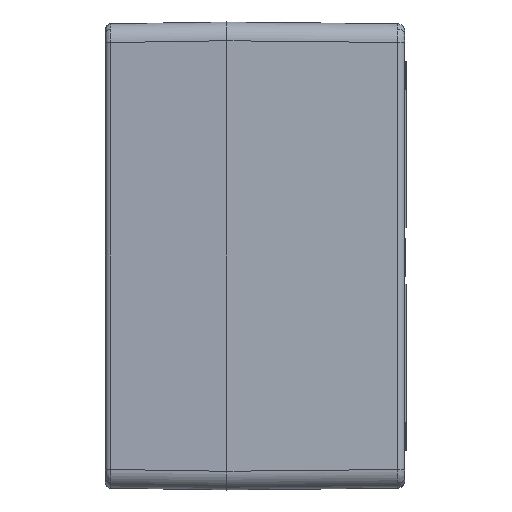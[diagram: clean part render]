
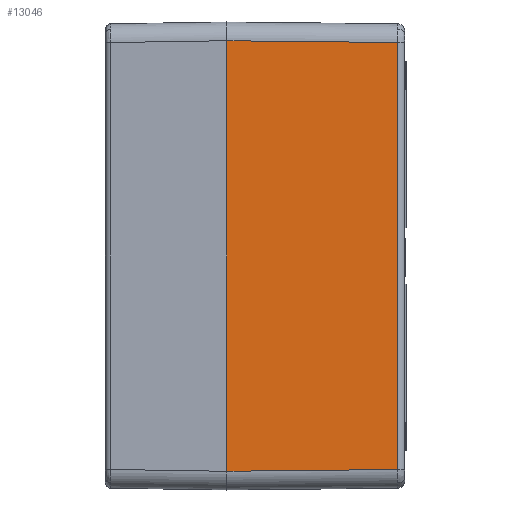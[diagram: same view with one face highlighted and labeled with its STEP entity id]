
A CAD part, left-side view. The second image highlights one B-rep face of the part: STEP entity #13046.
In plain terms, the highlighted planar face has unit normal (-1, -0.01, 0).
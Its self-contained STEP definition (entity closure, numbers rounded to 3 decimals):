
#372 = LINE ( 'NONE', #41432, #21764 ) ;
#3723 = LINE ( 'NONE', #23487, #51063 ) ;
#4476 = EDGE_LOOP ( 'NONE', ( #21457, #20167, #18744, #14639 ) ) ;
#5404 = AXIS2_PLACEMENT_3D ( 'NONE', #35070, #48923, #21414 ) ;
#9294 = VERTEX_POINT ( 'NONE', #12557 ) ;
#12557 = CARTESIAN_POINT ( 'NONE',  ( -199.975, -0.5, 114.975 ) ) ;
#12899 = VECTOR ( 'NONE', #38632, 1000. ) ;
#13046 = ADVANCED_FACE ( 'NONE', ( #26834 ), #16823, .T. ) ;
#13537 = EDGE_CURVE ( 'NONE', #46685, #9294, #372, .T. ) ;
#13969 = DIRECTION ( 'NONE',  ( -0.01, 1., 0.01 ) ) ;
#14639 = ORIENTED_EDGE ( 'NONE', *, *, #26326, .F. ) ;
#16823 = PLANE ( 'NONE',  #5404 ) ;
#18744 = ORIENTED_EDGE ( 'NONE', *, *, #13537, .T. ) ;
#19352 = DIRECTION ( 'NONE',  ( 0., 0., 1. ) ) ;
#20020 = VECTOR ( 'NONE', #19352, 1000. ) ;
#20167 = ORIENTED_EDGE ( 'NONE', *, *, #25777, .T. ) ;
#21414 = DIRECTION ( 'NONE',  ( 0.01, -1., 0. ) ) ;
#21457 = ORIENTED_EDGE ( 'NONE', *, *, #50435, .T. ) ;
#21764 = VECTOR ( 'NONE', #13969, 1000. ) ;
#23487 = CARTESIAN_POINT ( 'NONE',  ( -200.001, 2.101, -115.002 ) ) ;
#23888 = DIRECTION ( 'NONE',  ( 0.01, -1., 0.01 ) ) ;
#25037 = LINE ( 'NONE', #56960, #12899 ) ;
#25777 = EDGE_CURVE ( 'NONE', #39626, #46685, #25037, .T. ) ;
#26326 = EDGE_CURVE ( 'NONE', #44965, #9294, #33646, .T. ) ;
#26834 = FACE_OUTER_BOUND ( 'NONE', #4476, .T. ) ;
#33646 = LINE ( 'NONE', #51433, #20020 ) ;
#35070 = CARTESIAN_POINT ( 'NONE',  ( -200., 2., -125. ) ) ;
#38632 = DIRECTION ( 'NONE',  ( 0., 0., 1. ) ) ;
#39626 = VERTEX_POINT ( 'NONE', #53570 ) ;
#41432 = CARTESIAN_POINT ( 'NONE',  ( -199.975, -0.429, 114.976 ) ) ;
#42550 = CARTESIAN_POINT ( 'NONE',  ( -199.975, -0.5, -114.975 ) ) ;
#44965 = VERTEX_POINT ( 'NONE', #42550 ) ;
#46685 = VERTEX_POINT ( 'NONE', #49153 ) ;
#48923 = DIRECTION ( 'NONE',  ( -1., -0.01, 0. ) ) ;
#49153 = CARTESIAN_POINT ( 'NONE',  ( -199.053, -91.54, 114.054 ) ) ;
#50435 = EDGE_CURVE ( 'NONE', #44965, #39626, #3723, .T. ) ;
#51063 = VECTOR ( 'NONE', #23888, 1000. ) ;
#51433 = CARTESIAN_POINT ( 'NONE',  ( -199.975, -0.5, -125. ) ) ;
#53570 = CARTESIAN_POINT ( 'NONE',  ( -199.053, -91.54, -114.054 ) ) ;
#56960 = CARTESIAN_POINT ( 'NONE',  ( -199.053, -91.54, 114.013 ) ) ;
